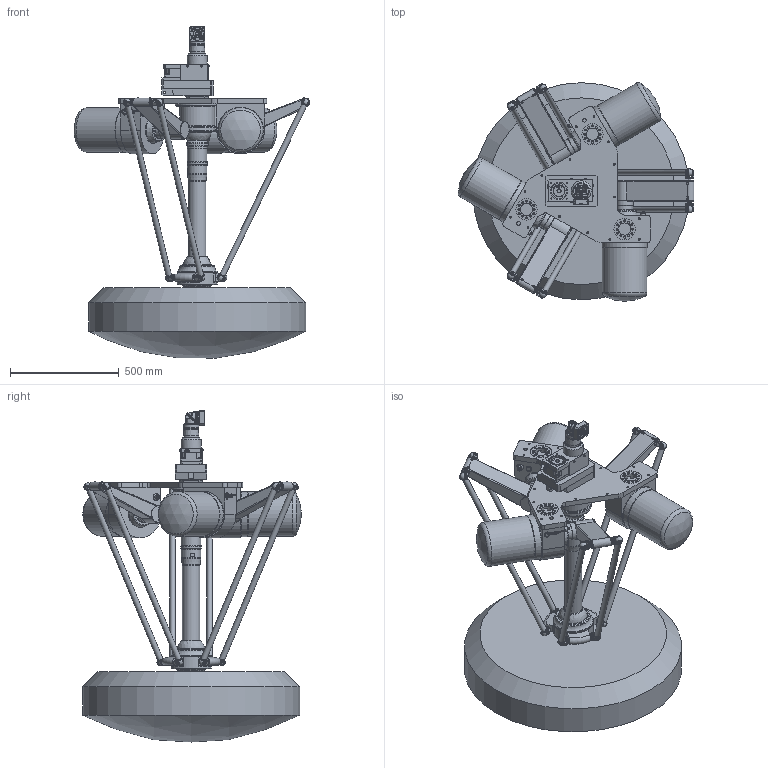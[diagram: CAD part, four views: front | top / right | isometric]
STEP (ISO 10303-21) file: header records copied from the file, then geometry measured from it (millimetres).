
FILE_DESCRIPTION(/* description */ ('Norm.iam Teamplte'),/* implementation_level */ '2;1');
FILE_NAME(/* name */ '3D-model_A_00027-T1.stp',/* time_stamp */ '2022-06-17T10:21:11+02:00',/* author */ ('michael.schutter'),/* organization */ (''),/* preprocessor_version */ 'ST-DEVELOPER v16.5',/* originating_system */ 'Autodesk Inventor 2017',/* authorisation */ '');
FILE_SCHEMA (('AUTOMOTIVE_DESIGN { 1 0 10303 214 3 1 1 }'));
Products named in the file (14): A_00027-T1_DUMMY HD DELTA Robotermechanik RL4-T1-1000-6kg; MT_BGR00100239 Dummy-Roboterkopf; MT_WST00100558 Dummy Kopfplatte; MT_WST00056859MT_WST; MT_WST00068819MT_WST; MT_WST00064078MT_WST; MT_WST00010025; MT_WST00060600MT_WST; MT_WST00010022; MT_WST00068844; MT_WST00010024; MT_WST00056978; MT_WST00010027; MT_WST00100795 Arbeitsbereich
Assembly tree (27 placements, depth 3):
  A_00027-T1_DUMMY HD DELTA Robotermechanik RL4-T1-1000-6kg
    MT_BGR00100239 Dummy-Roboterkopf
      MT_WST00100558 Dummy Kopfplatte
      MT_WST00056859MT_WST  x3
      MT_WST00068819MT_WST
    MT_WST00064078MT_WST  x3
    MT_WST00060600MT_WST  x6
    MT_WST00010025
    MT_WST00010022  x6
    MT_WST00068844
    MT_WST00010024
    MT_WST00056978
    MT_WST00010027
    MT_WST00100795 Arbeitsbereich
Bounding box: 1085.29 x 1008.12 x 1528.86 mm (x, y, z)
Volume: 271677293.7 mm3; surface area: 5489415.6 mm2
Topology: 26 solids, 31 shells, 3167 faces, 7738 edges, 4924 vertices
Faces by surface type: plane 1390, cylinder 779, bspline 484, torus 308, cone 164, sphere 42
Full cylindrical faces by diameter (mm): 2.46 x8, 2.5 x6, 3.1 x8, 3.459 x4, 4 x1, 4.917 x8, 5 x1, 5.5 x14, 6 x2, 6.647 x6, 6.8 x1, 7 x20, 8 x10, 8.376 x35, 9 x18, 10 x4, 11 x29, 12 x9, 13 x3, 14 x1, 14.1 x1, 16 x13, 17 x1, 19 x1, 20 x7, 22 x2, 23 x1, 24 x3, 25 x2, 25.4 x6
Entity records: 74627 total; most frequent: CARTESIAN_POINT 34741, DIRECTION 7852, ORIENTED_EDGE 7486, EDGE_CURVE 3742, AXIS2_PLACEMENT_3D 3011, VERTEX_POINT 2588, EDGE_LOOP 2431, LINE 1830
